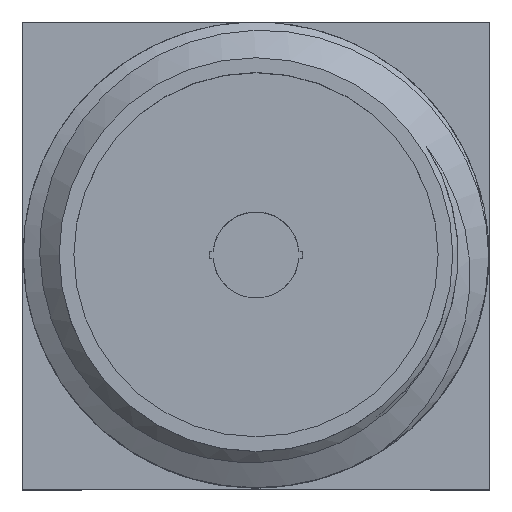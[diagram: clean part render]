
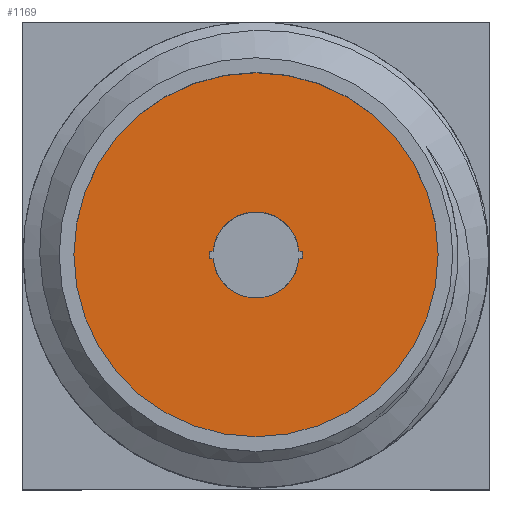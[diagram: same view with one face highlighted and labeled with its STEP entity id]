
A CAD part, top view. The second image highlights one B-rep face of the part: STEP entity #1169.
In plain terms, the highlighted planar face has unit normal (0, 0, 1).
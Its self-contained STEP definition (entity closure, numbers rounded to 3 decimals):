
#29=LINE('',#2259,#103);
#30=LINE('',#2263,#104);
#31=LINE('',#2267,#105);
#32=LINE('',#2271,#106);
#103=VECTOR('',#1330,1000.);
#104=VECTOR('',#1333,1000.);
#105=VECTOR('',#1336,1000.);
#106=VECTOR('',#1339,1000.);
#178=PLANE('',#1230);
#220=CIRCLE('',#1229,2.475);
#221=CIRCLE('',#1231,0.635);
#222=CIRCLE('',#1232,0.585);
#223=CIRCLE('',#1233,0.635);
#224=CIRCLE('',#1234,0.585);
#280=ORIENTED_EDGE('',*,*,#496,.F.);
#281=ORIENTED_EDGE('',*,*,#497,.T.);
#282=ORIENTED_EDGE('',*,*,#498,.F.);
#283=ORIENTED_EDGE('',*,*,#499,.T.);
#284=ORIENTED_EDGE('',*,*,#500,.F.);
#285=ORIENTED_EDGE('',*,*,#501,.T.);
#286=ORIENTED_EDGE('',*,*,#502,.T.);
#287=ORIENTED_EDGE('',*,*,#503,.T.);
#288=ORIENTED_EDGE('',*,*,#504,.T.);
#496=EDGE_CURVE('',#606,#606,#220,.T.);
#497=EDGE_CURVE('',#607,#608,#221,.T.);
#498=EDGE_CURVE('',#609,#608,#29,.T.);
#499=EDGE_CURVE('',#609,#610,#222,.T.);
#500=EDGE_CURVE('',#611,#610,#30,.T.);
#501=EDGE_CURVE('',#611,#612,#223,.T.);
#502=EDGE_CURVE('',#612,#613,#31,.T.);
#503=EDGE_CURVE('',#613,#614,#224,.T.);
#504=EDGE_CURVE('',#614,#607,#32,.T.);
#606=VERTEX_POINT('',#2254);
#607=VERTEX_POINT('',#2257);
#608=VERTEX_POINT('',#2258);
#609=VERTEX_POINT('',#2260);
#610=VERTEX_POINT('',#2262);
#611=VERTEX_POINT('',#2264);
#612=VERTEX_POINT('',#2266);
#613=VERTEX_POINT('',#2268);
#614=VERTEX_POINT('',#2270);
#691=EDGE_LOOP('',(#280));
#692=EDGE_LOOP('',(#281,#282,#283,#284,#285,#286,#287,#288));
#755=FACE_BOUND('',#691,.T.);
#756=FACE_BOUND('',#692,.T.);
#1169=ADVANCED_FACE('',(#755,#756),#178,.F.);
#1229=AXIS2_PLACEMENT_3D('',#2253,#1324,#1325);
#1230=AXIS2_PLACEMENT_3D('',#2255,#1326,#1327);
#1231=AXIS2_PLACEMENT_3D('',#2256,#1328,#1329);
#1232=AXIS2_PLACEMENT_3D('',#2261,#1331,#1332);
#1233=AXIS2_PLACEMENT_3D('',#2265,#1334,#1335);
#1234=AXIS2_PLACEMENT_3D('',#2269,#1337,#1338);
#1324=DIRECTION('',(0.,0.,-1.));
#1325=DIRECTION('',(1.,0.,0.));
#1326=DIRECTION('',(0.,0.,-1.));
#1327=DIRECTION('',(-1.,0.,0.));
#1328=DIRECTION('',(0.,0.,-1.));
#1329=DIRECTION('',(0.722,0.692,0.));
#1330=DIRECTION('',(1.,0.,0.));
#1331=DIRECTION('',(0.,0.,-1.));
#1332=DIRECTION('',(-1.,0.,0.));
#1333=DIRECTION('',(1.,0.,0.));
#1334=DIRECTION('',(0.,0.,-1.));
#1335=DIRECTION('',(0.722,0.692,0.));
#1336=DIRECTION('',(1.,0.,0.));
#1337=DIRECTION('',(0.,0.,-1.));
#1338=DIRECTION('',(-1.,0.,0.));
#1339=DIRECTION('',(1.,0.,0.));
#2253=CARTESIAN_POINT('',(0.,0.,7.52));
#2254=CARTESIAN_POINT('',(2.475,0.,7.52));
#2255=CARTESIAN_POINT('',(0.,0.,7.52));
#2256=CARTESIAN_POINT('',(0.,0.,7.52));
#2257=CARTESIAN_POINT('',(0.633,0.05,7.52));
#2258=CARTESIAN_POINT('',(0.633,-0.05,7.52));
#2259=CARTESIAN_POINT('',(-6.,-0.05,7.52));
#2260=CARTESIAN_POINT('',(0.583,-0.05,7.52));
#2261=CARTESIAN_POINT('',(0.,0.,7.52));
#2262=CARTESIAN_POINT('',(-0.583,-0.05,7.52));
#2263=CARTESIAN_POINT('',(-6.,-0.05,7.52));
#2264=CARTESIAN_POINT('',(-0.633,-0.05,7.52));
#2265=CARTESIAN_POINT('',(0.,0.,7.52));
#2266=CARTESIAN_POINT('',(-0.633,0.05,7.52));
#2267=CARTESIAN_POINT('',(-6.,0.05,7.52));
#2268=CARTESIAN_POINT('',(-0.583,0.05,7.52));
#2269=CARTESIAN_POINT('',(0.,0.,7.52));
#2270=CARTESIAN_POINT('',(0.583,0.05,7.52));
#2271=CARTESIAN_POINT('',(-6.,0.05,7.52));
